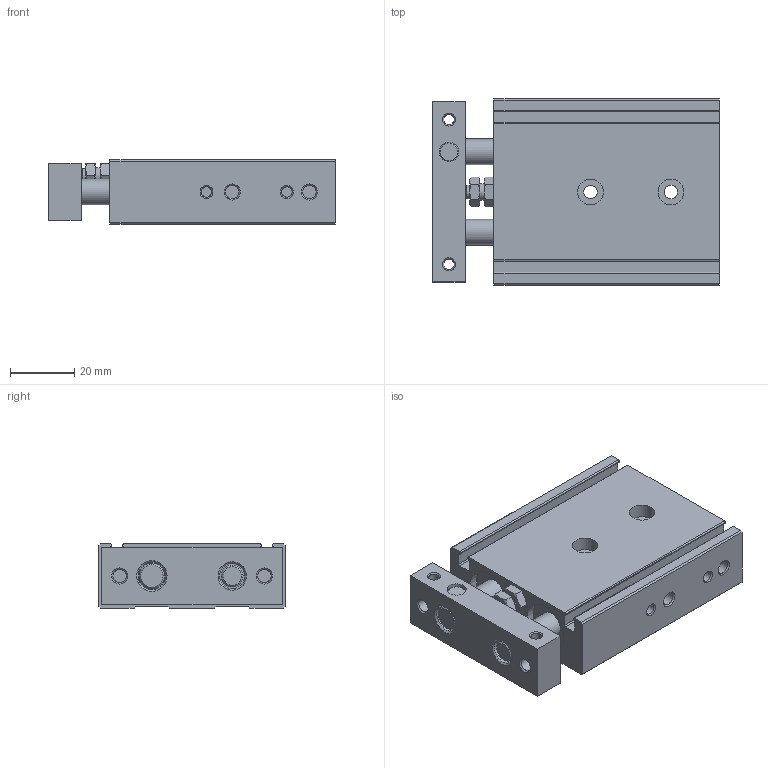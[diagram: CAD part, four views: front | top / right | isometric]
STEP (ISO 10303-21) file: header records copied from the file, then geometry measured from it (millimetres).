
FILE_DESCRIPTION( ( 'STEP AP203' ), '1' );
FILE_NAME( 'TR16X10S(0)+().stp', '2019-09-11T07:51:32', ( '' ), ( '' ), ' ', 'PARTsolutions', ' ' );
FILE_SCHEMA( ( 'CONFIG_CONTROL_DESIGN' ) );
Length unit declared in the file: millimetre
Products named in the file (3): TR16X10S(0)+(); _TR16-1010_b; _TR16-10_fr
Assembly tree (2 placements, depth 2):
  TR16X10S(0)+()
    _TR16-1010_b
    _TR16-10_fr
Bounding box: 89 x 58 x 20 mm (x, y, z)
Volume: 81636 mm3; surface area: 30789.3 mm2
Topology: 2 solids, 2 shells, 184 faces, 393 edges, 246 vertices
Faces by surface type: plane 81, cylinder 55, cone 48
Full cylindrical faces by diameter (mm): 3.242 x8, 4.134 x8, 4.333 x1, 5 x1, 6 x1, 6.8 x1, 7.8 x1, 8 x7, 8.5 x1, 13.5 x2, 16 x6, 17 x2
Entity records: 5080 total; most frequent: CARTESIAN_POINT 1175, DIRECTION 806, ORIENTED_EDGE 660, AXIS2_PLACEMENT_3D 341, EDGE_CURVE 330, EDGE_LOOP 296, VERTEX_POINT 246, FACE_OUTER_BOUND 223
